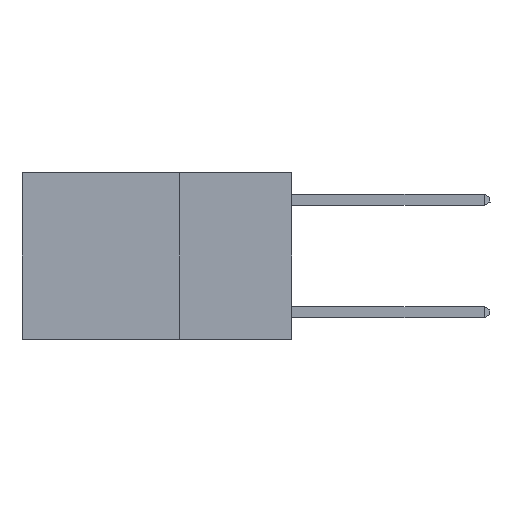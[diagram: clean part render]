
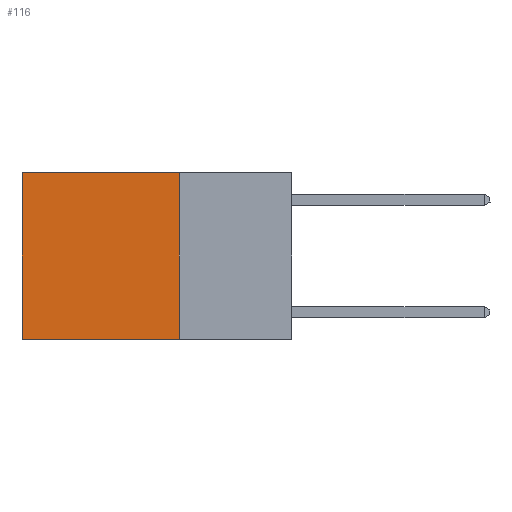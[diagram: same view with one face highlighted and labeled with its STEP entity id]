
A CAD part, left-side view. The second image highlights one B-rep face of the part: STEP entity #116.
In plain terms, the highlighted planar face has unit normal (-1, 0, 0).
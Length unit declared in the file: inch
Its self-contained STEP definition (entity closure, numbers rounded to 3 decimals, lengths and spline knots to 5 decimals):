
#116 = ADVANCED_FACE ( 'NONE', ( #6201 ), #237, .F. ) ;
#224 = DIRECTION ( 'NONE',  ( 0., 1., 0. ) ) ;
#237 = PLANE ( 'NONE',  #5310 ) ;
#925 = ORIENTED_EDGE ( 'NONE', *, *, #19158, .F. ) ;
#1014 = ORIENTED_EDGE ( 'NONE', *, *, #6196, .T. ) ;
#1393 = EDGE_CURVE ( 'NONE', #8868, #16410, #3335, .T. ) ;
#1622 = LINE ( 'NONE', #17106, #18880 ) ;
#2375 = VECTOR ( 'NONE', #9528, 39.37008 ) ;
#2604 = DIRECTION ( 'NONE',  ( 0., 1., 0. ) ) ;
#3335 = LINE ( 'NONE', #4769, #2375 ) ;
#4769 = CARTESIAN_POINT ( 'NONE',  ( 0.2625, 0.6, 0. ) ) ;
#5310 = AXIS2_PLACEMENT_3D ( 'NONE', #9579, #12732, #17122 ) ;
#6196 = EDGE_CURVE ( 'NONE', #13493, #8868, #1622, .T. ) ;
#6201 = FACE_OUTER_BOUND ( 'NONE', #9473, .T. ) ;
#6373 = CARTESIAN_POINT ( 'NONE',  ( 0.2625, 0.25, 0. ) ) ;
#8478 = CARTESIAN_POINT ( 'NONE',  ( 0.2625, 0.25, -0.37 ) ) ;
#8510 = LINE ( 'NONE', #8591, #16844 ) ;
#8591 = CARTESIAN_POINT ( 'NONE',  ( 0.2625, 0.25, -0.37 ) ) ;
#8868 = VERTEX_POINT ( 'NONE', #14168 ) ;
#9473 = EDGE_LOOP ( 'NONE', ( #15171, #925, #10934, #1014 ) ) ;
#9477 = CARTESIAN_POINT ( 'NONE',  ( 0.2625, 0.6, -0.37 ) ) ;
#9528 = DIRECTION ( 'NONE',  ( 0., 0., -1. ) ) ;
#9579 = CARTESIAN_POINT ( 'NONE',  ( 0.2625, 0.25, 0. ) ) ;
#10934 = ORIENTED_EDGE ( 'NONE', *, *, #18324, .F. ) ;
#12681 = DIRECTION ( 'NONE',  ( 0., 0., -1. ) ) ;
#12732 = DIRECTION ( 'NONE',  ( 1., 0., 0. ) ) ;
#13493 = VERTEX_POINT ( 'NONE', #6373 ) ;
#14168 = CARTESIAN_POINT ( 'NONE',  ( 0.2625, 0.6, 0. ) ) ;
#14212 = CARTESIAN_POINT ( 'NONE',  ( 0.2625, 0.25, 0. ) ) ;
#15171 = ORIENTED_EDGE ( 'NONE', *, *, #1393, .T. ) ;
#15565 = VERTEX_POINT ( 'NONE', #8478 ) ;
#16410 = VERTEX_POINT ( 'NONE', #9477 ) ;
#16645 = LINE ( 'NONE', #14212, #19767 ) ;
#16844 = VECTOR ( 'NONE', #2604, 39.37008 ) ;
#17106 = CARTESIAN_POINT ( 'NONE',  ( 0.2625, 0.25, 0. ) ) ;
#17122 = DIRECTION ( 'NONE',  ( 0., 0., -1. ) ) ;
#18324 = EDGE_CURVE ( 'NONE', #13493, #15565, #16645, .T. ) ;
#18880 = VECTOR ( 'NONE', #224, 39.37008 ) ;
#19158 = EDGE_CURVE ( 'NONE', #15565, #16410, #8510, .T. ) ;
#19767 = VECTOR ( 'NONE', #12681, 39.37008 ) ;
